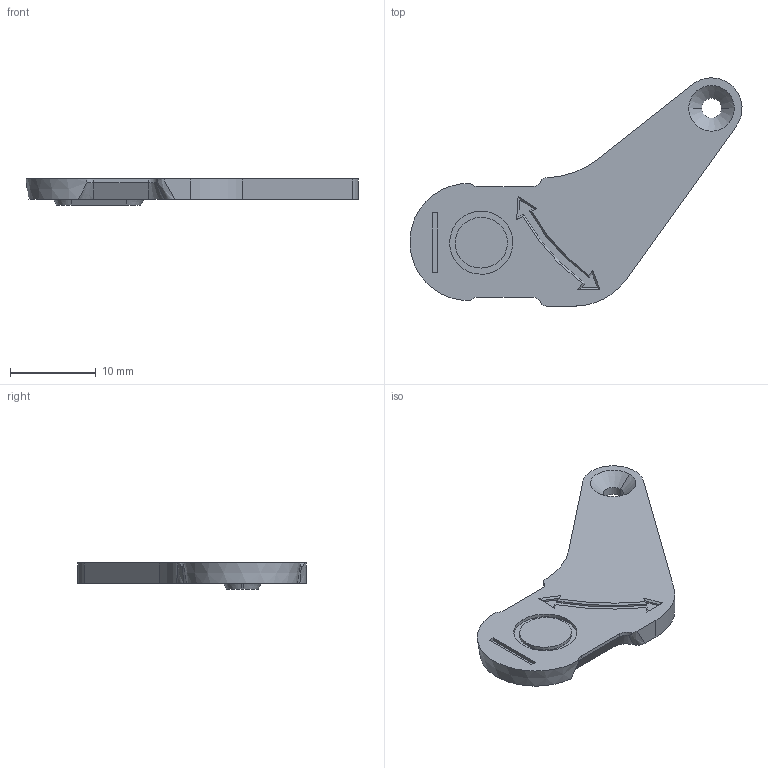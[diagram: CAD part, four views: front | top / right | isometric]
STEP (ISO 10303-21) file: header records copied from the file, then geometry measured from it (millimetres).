
FILE_DESCRIPTION (( 'STEP AP214' ), '1' );
FILE_NAME ('box-port-cover-090424.STEP', '2024-04-09T15:56:55', ( '' ), ( '' ), 'SwSTEP 2.0', 'SolidWorks 2021', '' );
FILE_SCHEMA (( 'AUTOMOTIVE_DESIGN' ));
Length unit declared in the file: millimetre
Products named in the file (1): box-port-cover-090424
Bounding box: 38.79 x 26.68 x 3.05 mm (x, y, z)
Volume: 1112.3 mm3; surface area: 1296.3 mm2
Topology: 1 solids, 1 shells, 79 faces, 194 edges, 123 vertices
Faces by surface type: plane 41, cone 15, cylinder 13, bspline 10
Entity records: 3066 total; most frequent: CARTESIAN_POINT 1223, ORIENTED_EDGE 388, DIRECTION 346, EDGE_CURVE 194, VERTEX_POINT 123, AXIS2_PLACEMENT_3D 116, VECTOR 114, LINE 114
